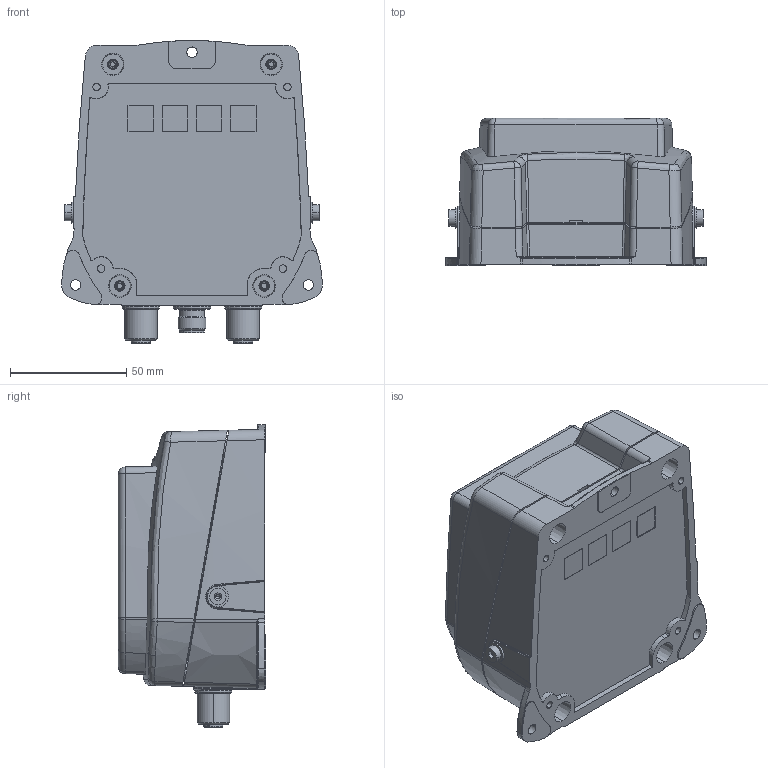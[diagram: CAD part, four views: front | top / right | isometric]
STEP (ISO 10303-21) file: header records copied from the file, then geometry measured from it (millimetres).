
FILE_DESCRIPTION((''),'2;1');
FILE_NAME('CAD-7125_SW0001','2021-02-03T08:30:54',('creinig-se'),(''),'CREO PARAMETRIC BY PTC INC, 2019292','CREO PARAMETRIC BY PTC INC, 2019292','');
FILE_SCHEMA(('CONFIG_CONTROL_DESIGN','SHAPE_APPEARANCE_LAYERS_GROUPS'));
Length unit declared in the file: millimetre
Products named in the file (1): CAD-7125_SW0001
Bounding box: 112 x 63.3 x 130.15 mm (x, y, z)
Volume: 457164.7 mm3; surface area: 98917.6 mm2
Topology: 2 solids, 2 shells, 1396 faces, 3712 edges, 2396 vertices
Faces by surface type: plane 541, cylinder 363, bspline 189, cone 120, torus 96, extrusion 79, sphere 8
Entity records: 67210 total; most frequent: CARTESIAN_POINT 25229, ORIENTED_EDGE 7394, DIRECTION 5601, EDGE_CURVE 3697, VERTEX_POINT 2390, AXIS2_PLACEMENT_3D 1989, VECTOR 1623, LINE 1544
